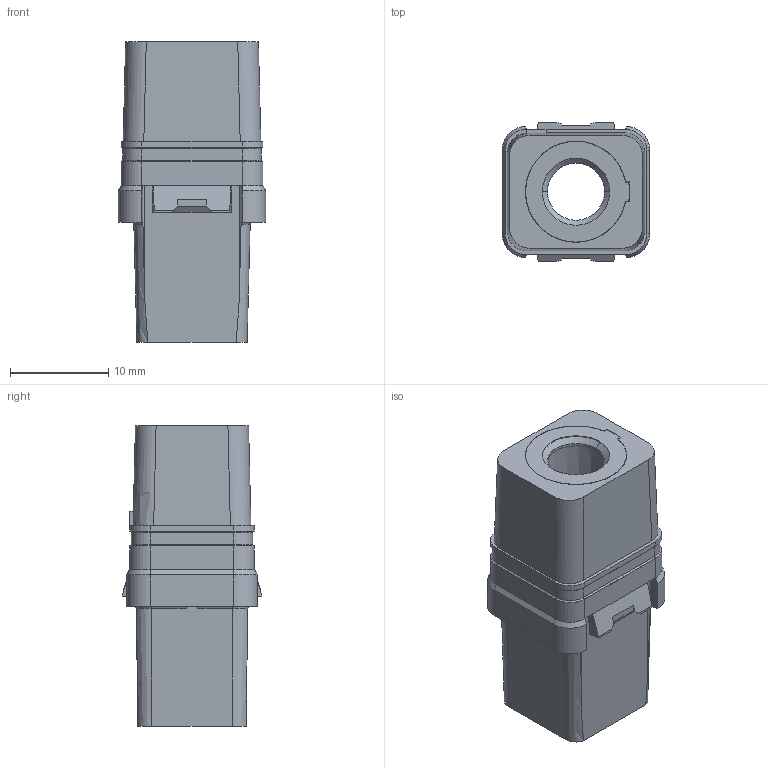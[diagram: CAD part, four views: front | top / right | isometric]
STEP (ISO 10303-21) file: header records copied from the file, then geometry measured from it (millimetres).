
FILE_DESCRIPTION((''),'2;1');
FILE_NAME('SIMM0108SNC','2020-01-27T',('presta_be4'),(''),'CREO PARAMETRIC BY PTC INC, 2018360','CREO PARAMETRIC BY PTC INC, 2018360','');
FILE_SCHEMA(('CONFIG_CONTROL_DESIGN'));
Length unit declared in the file: millimetre
Products named in the file (1): SIMM0108SNC
Bounding box: 15 x 14.15 x 30.55 mm (x, y, z)
Volume: 3037.1 mm3; surface area: 3944.6 mm2
Topology: 1 solids, 1 shells, 346 faces, 925 edges, 590 vertices
Faces by surface type: plane 175, cylinder 72, cone 45, torus 42, bspline 12
Entity records: 11508 total; most frequent: CARTESIAN_POINT 2913, ORIENTED_EDGE 1850, DIRECTION 1741, EDGE_CURVE 925, AXIS2_PLACEMENT_3D 625, VERTEX_POINT 590, VECTOR 491, LINE 491
